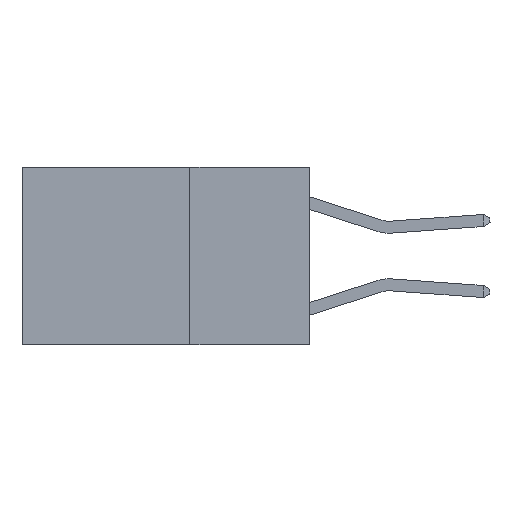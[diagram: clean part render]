
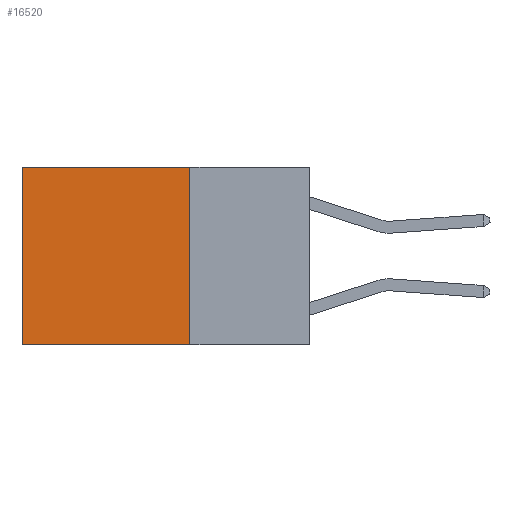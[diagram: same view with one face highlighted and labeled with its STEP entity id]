
A CAD part, left-side view. The second image highlights one B-rep face of the part: STEP entity #16520.
In plain terms, the highlighted planar face has unit normal (-1, 0, 0).
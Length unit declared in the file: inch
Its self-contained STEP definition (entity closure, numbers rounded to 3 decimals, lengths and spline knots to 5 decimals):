
#842 = CARTESIAN_POINT ( 'NONE',  ( 0.2625, 0.25, -0.37 ) ) ;
#3814 = EDGE_LOOP ( 'NONE', ( #5073, #25772, #24565, #29048 ) ) ;
#4123 = CARTESIAN_POINT ( 'NONE',  ( 0.2625, 0.6, 0. ) ) ;
#4126 = CARTESIAN_POINT ( 'NONE',  ( 0.2625, 0.25, 0. ) ) ;
#4847 = DIRECTION ( 'NONE',  ( 0., 0., -1. ) ) ;
#5073 = ORIENTED_EDGE ( 'NONE', *, *, #13237, .T. ) ;
#5342 = VECTOR ( 'NONE', #8566, 39.37008 ) ;
#6863 = VECTOR ( 'NONE', #21879, 39.37008 ) ;
#8566 = DIRECTION ( 'NONE',  ( 0., 1., 0. ) ) ;
#10420 = CARTESIAN_POINT ( 'NONE',  ( 0.2625, 0.25, 0. ) ) ;
#12269 = VECTOR ( 'NONE', #17844, 39.37008 ) ;
#12720 = CARTESIAN_POINT ( 'NONE',  ( 0.2625, 0.6, 0. ) ) ;
#13237 = EDGE_CURVE ( 'NONE', #14691, #25812, #23428, .T. ) ;
#13394 = CARTESIAN_POINT ( 'NONE',  ( 0.2625, 0.25, 0. ) ) ;
#14691 = VERTEX_POINT ( 'NONE', #4123 ) ;
#15957 = VERTEX_POINT ( 'NONE', #4126 ) ;
#16114 = LINE ( 'NONE', #20148, #12269 ) ;
#16487 = EDGE_CURVE ( 'NONE', #15957, #14691, #29942, .T. ) ;
#16520 = ADVANCED_FACE ( 'NONE', ( #25593 ), #18799, .F. ) ;
#16579 = VECTOR ( 'NONE', #4847, 39.37008 ) ;
#17844 = DIRECTION ( 'NONE',  ( 0., 1., 0. ) ) ;
#18303 = EDGE_CURVE ( 'NONE', #15957, #25927, #19709, .T. ) ;
#18799 = PLANE ( 'NONE',  #29561 ) ;
#19709 = LINE ( 'NONE', #10420, #6863 ) ;
#20148 = CARTESIAN_POINT ( 'NONE',  ( 0.2625, 0.25, -0.37 ) ) ;
#21271 = CARTESIAN_POINT ( 'NONE',  ( 0.2625, 0.25, 0. ) ) ;
#21879 = DIRECTION ( 'NONE',  ( 0., 0., -1. ) ) ;
#22339 = CARTESIAN_POINT ( 'NONE',  ( 0.2625, 0.6, -0.37 ) ) ;
#23428 = LINE ( 'NONE', #12720, #16579 ) ;
#23749 = DIRECTION ( 'NONE',  ( 1., 0., 0. ) ) ;
#24565 = ORIENTED_EDGE ( 'NONE', *, *, #18303, .F. ) ;
#25593 = FACE_OUTER_BOUND ( 'NONE', #3814, .T. ) ;
#25747 = DIRECTION ( 'NONE',  ( 0., 0., -1. ) ) ;
#25772 = ORIENTED_EDGE ( 'NONE', *, *, #30361, .F. ) ;
#25812 = VERTEX_POINT ( 'NONE', #22339 ) ;
#25927 = VERTEX_POINT ( 'NONE', #842 ) ;
#29048 = ORIENTED_EDGE ( 'NONE', *, *, #16487, .T. ) ;
#29561 = AXIS2_PLACEMENT_3D ( 'NONE', #21271, #23749, #25747 ) ;
#29942 = LINE ( 'NONE', #13394, #5342 ) ;
#30361 = EDGE_CURVE ( 'NONE', #25927, #25812, #16114, .T. ) ;
